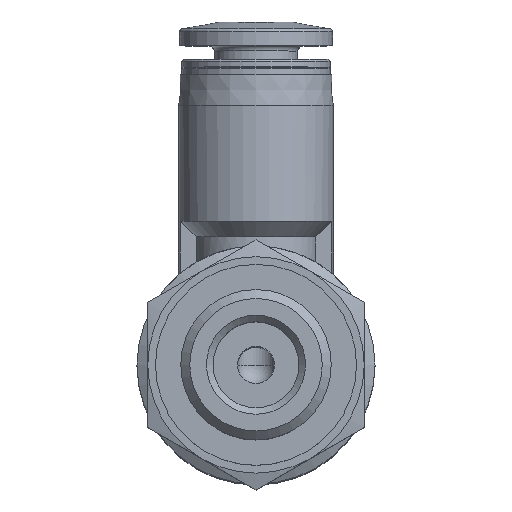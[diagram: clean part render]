
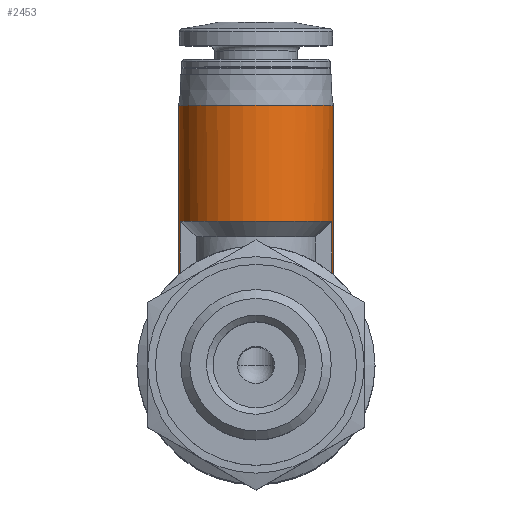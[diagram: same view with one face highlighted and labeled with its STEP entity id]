
A CAD part, top view. The second image highlights one B-rep face of the part: STEP entity #2453.
In plain terms, the highlighted cylindrical face has radius 5 mm (diameter 10 mm), a full revolution.
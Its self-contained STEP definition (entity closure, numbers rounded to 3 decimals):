
#125=LINE('',#3764,#155);
#126=LINE('',#3765,#156);
#127=LINE('',#3766,#157);
#128=LINE('',#3767,#158);
#155=VECTOR('',#3063,1000.);
#156=VECTOR('',#3064,1000.);
#157=VECTOR('',#3065,1000.);
#158=VECTOR('',#3066,1000.);
#184=B_SPLINE_CURVE_WITH_KNOTS('',3,(#3461,#3462,#3463,#3464),
 .UNSPECIFIED.,.F.,.F.,(4,4),(0.,0.002),.UNSPECIFIED.);
#186=B_SPLINE_CURVE_WITH_KNOTS('',3,(#3479,#3480,#3481,#3482),
 .UNSPECIFIED.,.F.,.F.,(4,4),(0.,0.002),.UNSPECIFIED.);
#247=CIRCLE('',#2568,5.);
#248=CIRCLE('',#2570,5.);
#287=CIRCLE('',#2657,5.);
#557=ORIENTED_EDGE('',*,*,#791,.F.);
#558=ORIENTED_EDGE('',*,*,#864,.T.);
#559=ORIENTED_EDGE('',*,*,#776,.T.);
#560=ORIENTED_EDGE('',*,*,#865,.F.);
#561=ORIENTED_EDGE('',*,*,#793,.F.);
#562=ORIENTED_EDGE('',*,*,#866,.T.);
#563=ORIENTED_EDGE('',*,*,#780,.T.);
#564=ORIENTED_EDGE('',*,*,#867,.F.);
#565=ORIENTED_EDGE('',*,*,#863,.T.);
#776=EDGE_CURVE('',#964,#963,#184,.T.);
#780=EDGE_CURVE('',#968,#967,#186,.T.);
#791=EDGE_CURVE('',#975,#974,#247,.T.);
#793=EDGE_CURVE('',#976,#977,#248,.T.);
#863=EDGE_CURVE('',#1028,#1028,#287,.T.);
#864=EDGE_CURVE('',#975,#964,#125,.T.);
#865=EDGE_CURVE('',#977,#963,#126,.T.);
#866=EDGE_CURVE('',#976,#968,#127,.T.);
#867=EDGE_CURVE('',#974,#967,#128,.T.);
#963=VERTEX_POINT('',#3460);
#964=VERTEX_POINT('',#3465);
#967=VERTEX_POINT('',#3478);
#968=VERTEX_POINT('',#3483);
#974=VERTEX_POINT('',#3504);
#975=VERTEX_POINT('',#3509);
#976=VERTEX_POINT('',#3516);
#977=VERTEX_POINT('',#3518);
#1028=VERTEX_POINT('',#3762);
#1178=EDGE_LOOP('',(#557,#558,#559,#560,#561,#562,#563,#564));
#1179=EDGE_LOOP('',(#565));
#1385=FACE_BOUND('',#1178,.T.);
#1386=FACE_BOUND('',#1179,.T.);
#1506=CYLINDRICAL_SURFACE('',#2658,5.);
#2453=ADVANCED_FACE('',(#1385,#1386),#1506,.T.);
#2568=AXIS2_PLACEMENT_3D('',#3510,#2875,#2876);
#2570=AXIS2_PLACEMENT_3D('',#3517,#2879,#2880);
#2657=AXIS2_PLACEMENT_3D('',#3761,#3059,#3060);
#2658=AXIS2_PLACEMENT_3D('',#3763,#3061,#3062);
#2875=DIRECTION('',(0.,-1.,0.));
#2876=DIRECTION('',(0.,0.,-1.));
#2879=DIRECTION('',(0.,-1.,0.));
#2880=DIRECTION('',(0.,0.,-1.));
#3059=DIRECTION('',(0.,-1.,0.));
#3060=DIRECTION('',(0.,0.,-1.));
#3061=DIRECTION('',(0.,-1.,0.));
#3062=DIRECTION('',(0.,0.,-1.));
#3063=DIRECTION('',(0.,-1.,0.));
#3064=DIRECTION('',(0.,-1.,0.));
#3065=DIRECTION('',(0.,-1.,0.));
#3066=DIRECTION('',(0.,-1.,0.));
#3460=CARTESIAN_POINT('',(-4.899,5.941,-12.4));
#3461=CARTESIAN_POINT('',(-4.899,5.941,-14.4));
#3462=CARTESIAN_POINT('',(-5.033,5.83,-13.744));
#3463=CARTESIAN_POINT('',(-5.033,5.83,-13.057));
#3464=CARTESIAN_POINT('',(-4.899,5.941,-12.4));
#3465=CARTESIAN_POINT('',(-4.899,5.941,-14.4));
#3478=CARTESIAN_POINT('',(4.899,5.941,-14.4));
#3479=CARTESIAN_POINT('',(4.899,5.941,-12.4));
#3480=CARTESIAN_POINT('',(5.033,5.83,-13.056));
#3481=CARTESIAN_POINT('',(5.033,5.83,-13.743));
#3482=CARTESIAN_POINT('',(4.899,5.941,-14.4));
#3483=CARTESIAN_POINT('',(4.899,5.941,-12.4));
#3504=CARTESIAN_POINT('',(4.899,9.3,-14.4));
#3509=CARTESIAN_POINT('',(-4.899,9.3,-14.4));
#3510=CARTESIAN_POINT('',(0.,9.3,-13.4));
#3516=CARTESIAN_POINT('',(4.899,9.3,-12.4));
#3517=CARTESIAN_POINT('',(0.,9.3,-13.4));
#3518=CARTESIAN_POINT('',(-4.899,9.3,-12.4));
#3761=CARTESIAN_POINT('',(0.,16.8,-13.4));
#3762=CARTESIAN_POINT('',(0.,16.8,-18.4));
#3763=CARTESIAN_POINT('',(0.,0.,-13.4));
#3764=CARTESIAN_POINT('',(-4.899,9.3,-14.4));
#3765=CARTESIAN_POINT('',(-4.899,9.3,-12.4));
#3766=CARTESIAN_POINT('',(4.899,9.3,-12.4));
#3767=CARTESIAN_POINT('',(4.899,9.3,-14.4));
